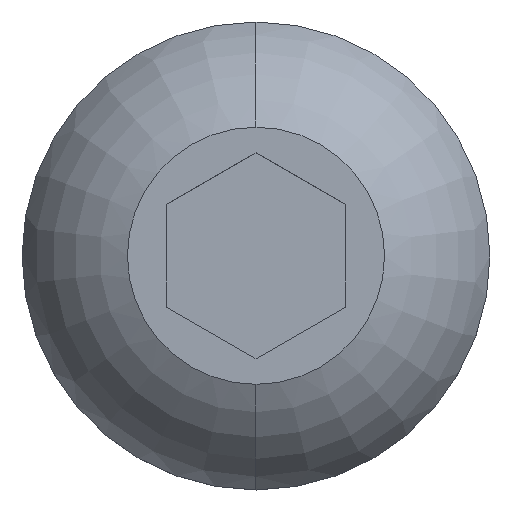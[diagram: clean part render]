
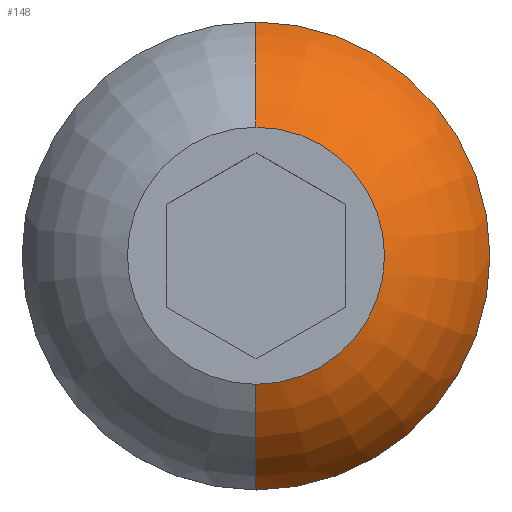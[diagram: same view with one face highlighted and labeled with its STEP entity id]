
A CAD part, top view. The second image highlights one B-rep face of the part: STEP entity #148.
In plain terms, the highlighted toroidal (fillet/blend) face has major radius 1.18 mm and minor radius 4.331 mm.
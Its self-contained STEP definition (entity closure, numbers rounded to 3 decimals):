
#3 = CARTESIAN_POINT ( 'NONE',  ( 0., -2.885, 3.3 ) ) ;
#23 = DIRECTION ( 'NONE',  ( 0., 1., 0. ) ) ;
#26 = VERTEX_POINT ( 'NONE', #38 ) ;
#38 = CARTESIAN_POINT ( 'NONE',  ( 0., 2.885, 3.3 ) ) ;
#46 = DIRECTION ( 'NONE',  ( 0., 0., -1. ) ) ;
#51 = CARTESIAN_POINT ( 'NONE',  ( 0., 1.18, -0.681 ) ) ;
#52 = DIRECTION ( 'NONE',  ( 0., 1., 0. ) ) ;
#59 = EDGE_LOOP ( 'NONE', ( #99, #758, #352, #353, #380 ) ) ;
#76 = AXIS2_PLACEMENT_3D ( 'NONE', #430, #46, #52 ) ;
#91 = CARTESIAN_POINT ( 'NONE',  ( 0., 5.25, 0.8 ) ) ;
#99 = ORIENTED_EDGE ( 'NONE', *, *, #763, .F. ) ;
#104 = EDGE_CURVE ( 'NONE', #210, #291, #649, .T. ) ;
#148 = ADVANCED_FACE ( 'NONE', ( #151 ), #625, .T. ) ;
#151 = FACE_OUTER_BOUND ( 'NONE', #59, .T. ) ;
#171 = DIRECTION ( 'NONE',  ( 0., 0., 1. ) ) ;
#186 = DIRECTION ( 'NONE',  ( 0., 0., -1. ) ) ;
#191 = AXIS2_PLACEMENT_3D ( 'NONE', #51, #425, #171 ) ;
#210 = VERTEX_POINT ( 'NONE', #688 ) ;
#229 = DIRECTION ( 'NONE',  ( -1., 0., 0. ) ) ;
#242 = CIRCLE ( 'NONE', #417, 5.25 ) ;
#245 = DIRECTION ( 'NONE',  ( 0., 0., -1. ) ) ;
#263 = EDGE_CURVE ( 'NONE', #372, #210, #242, .T. ) ;
#276 = AXIS2_PLACEMENT_3D ( 'NONE', #612, #383, #186 ) ;
#277 = CARTESIAN_POINT ( 'NONE',  ( 0., 0., 0.8 ) ) ;
#283 = AXIS2_PLACEMENT_3D ( 'NONE', #413, #404, #23 ) ;
#291 = VERTEX_POINT ( 'NONE', #408 ) ;
#298 = CARTESIAN_POINT ( 'NONE',  ( 0., 0., 0.8 ) ) ;
#348 = EDGE_CURVE ( 'NONE', #26, #372, #788, .T. ) ;
#352 = ORIENTED_EDGE ( 'NONE', *, *, #104, .F. ) ;
#353 = ORIENTED_EDGE ( 'NONE', *, *, #263, .F. ) ;
#372 = VERTEX_POINT ( 'NONE', #91 ) ;
#380 = ORIENTED_EDGE ( 'NONE', *, *, #348, .F. ) ;
#383 = DIRECTION ( 'NONE',  ( 1., 0., 0. ) ) ;
#401 = DIRECTION ( 'NONE',  ( -1., 0., 0. ) ) ;
#404 = DIRECTION ( 'NONE',  ( 0., 0., 1. ) ) ;
#408 = CARTESIAN_POINT ( 'NONE',  ( 0., -5.25, 0.8 ) ) ;
#413 = CARTESIAN_POINT ( 'NONE',  ( 0., 0., 3.3 ) ) ;
#417 = AXIS2_PLACEMENT_3D ( 'NONE', #277, #456, #401 ) ;
#425 = DIRECTION ( 'NONE',  ( -1., 0., 0. ) ) ;
#430 = CARTESIAN_POINT ( 'NONE',  ( 0., 0., -0.681 ) ) ;
#456 = DIRECTION ( 'NONE',  ( 0., 0., -1. ) ) ;
#485 = CIRCLE ( 'NONE', #276, 4.331 ) ;
#535 = EDGE_CURVE ( 'NONE', #588, #291, #485, .T. ) ;
#588 = VERTEX_POINT ( 'NONE', #3 ) ;
#612 = CARTESIAN_POINT ( 'NONE',  ( 0., -1.18, -0.681 ) ) ;
#625 = TOROIDAL_SURFACE ( 'NONE', #76, 1.18, 4.331 ) ;
#648 = CIRCLE ( 'NONE', #283, 2.885 ) ;
#649 = CIRCLE ( 'NONE', #687, 5.25 ) ;
#687 = AXIS2_PLACEMENT_3D ( 'NONE', #298, #245, #229 ) ;
#688 = CARTESIAN_POINT ( 'NONE',  ( 5.25, 0., 0.8 ) ) ;
#758 = ORIENTED_EDGE ( 'NONE', *, *, #535, .T. ) ;
#763 = EDGE_CURVE ( 'NONE', #588, #26, #648, .T. ) ;
#788 = CIRCLE ( 'NONE', #191, 4.331 ) ;
